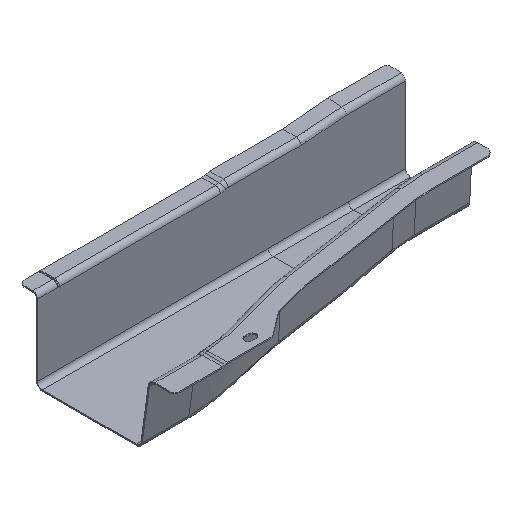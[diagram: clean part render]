
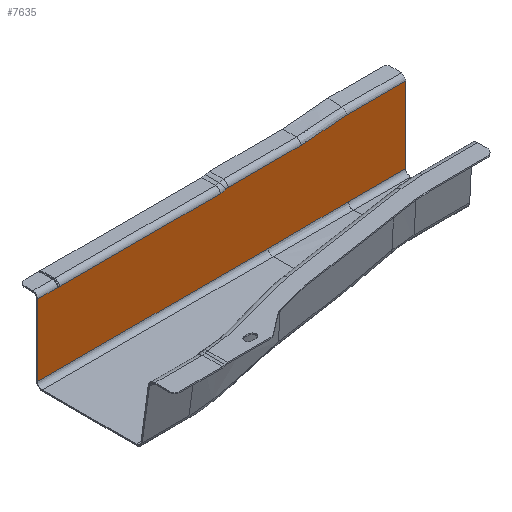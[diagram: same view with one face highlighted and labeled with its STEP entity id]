
A CAD part, isometric view. The second image highlights one B-rep face of the part: STEP entity #7635.
In plain terms, the highlighted planar face has unit normal (0, -1, 0).
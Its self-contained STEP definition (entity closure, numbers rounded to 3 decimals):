
#5369=CARTESIAN_POINT('Vertex',(3620.5,505.,111.217)) ;
#5714=CARTESIAN_POINT('Vertex',(3620.5,505.,189.927)) ;
#6542=CARTESIAN_POINT('Vertex',(3561.,505.,111.217)) ;
#6545=CARTESIAN_POINT('Line Origine',(3590.75,505.,111.217)) ;
#6575=CARTESIAN_POINT('Control Point',(3620.5,505.,111.217)) ;
#6576=CARTESIAN_POINT('Control Point',(3620.5,505.,189.927)) ;
#6590=CARTESIAN_POINT('Line Origine',(3248.75,505.,184.909)) ;
#6594=CARTESIAN_POINT('Vertex',(3238.5,505.,184.909)) ;
#6596=CARTESIAN_POINT('Vertex',(3259.,505.,184.909)) ;
#6621=CARTESIAN_POINT('Axis2P3D Location',(3259.,505.,179.909)) ;
#6625=CARTESIAN_POINT('Vertex',(3259.499,505.,184.884)) ;
#6649=CARTESIAN_POINT('Vertex',(3260.997,505.,184.809)) ;
#6652=CARTESIAN_POINT('Axis2P3D Location',(3260.997,505.,199.809)) ;
#6669=CARTESIAN_POINT('Line Origine',(3344.499,505.,184.809)) ;
#6673=CARTESIAN_POINT('Vertex',(3428.,505.,184.809)) ;
#6697=CARTESIAN_POINT('Vertex',(3433.616,505.,185.9)) ;
#6700=CARTESIAN_POINT('Axis2P3D Location',(3428.,505.,199.809)) ;
#6717=CARTESIAN_POINT('Axis2P3D Location',(3436.237,505.,179.409)) ;
#6721=CARTESIAN_POINT('Vertex',(3436.237,505.,186.409)) ;
#6741=CARTESIAN_POINT('Line Origine',(3474.118,505.,186.409)) ;
#6745=CARTESIAN_POINT('Vertex',(3512.,505.,186.409)) ;
#6957=CARTESIAN_POINT('Vertex',(3559.,505.,189.927)) ;
#6961=CARTESIAN_POINT('Control Point',(3512.,505.,186.409)) ;
#6962=CARTESIAN_POINT('Control Point',(3516.121,505.,186.409)) ;
#6963=CARTESIAN_POINT('Control Point',(3520.22,505.,186.602)) ;
#6964=CARTESIAN_POINT('Control Point',(3524.294,505.,186.934)) ;
#6965=CARTESIAN_POINT('Control Point',(3532.305,505.,187.753)) ;
#6966=CARTESIAN_POINT('Control Point',(3540.23,505.,188.681)) ;
#6967=CARTESIAN_POINT('Control Point',(3544.137,505.,189.116)) ;
#6968=CARTESIAN_POINT('Control Point',(3549.308,505.,189.591)) ;
#6969=CARTESIAN_POINT('Control Point',(3554.452,505.,189.841)) ;
#6970=CARTESIAN_POINT('Control Point',(3555.724,505.,189.887)) ;
#6971=CARTESIAN_POINT('Control Point',(3557.143,505.,189.919)) ;
#6972=CARTESIAN_POINT('Control Point',(3558.559,505.,189.927)) ;
#6973=CARTESIAN_POINT('Control Point',(3558.707,505.,189.927)) ;
#6974=CARTESIAN_POINT('Control Point',(3558.853,505.,189.927)) ;
#6975=CARTESIAN_POINT('Control Point',(3559.,505.,189.927)) ;
#6989=CARTESIAN_POINT('Line Origine',(3589.75,505.,189.927)) ;
#7518=CARTESIAN_POINT('Vertex',(3478.,505.,110.8)) ;
#7522=CARTESIAN_POINT('Control Point',(3478.,505.,110.8)) ;
#7523=CARTESIAN_POINT('Control Point',(3478.365,505.,110.8)) ;
#7524=CARTESIAN_POINT('Control Point',(3478.731,505.,110.8)) ;
#7525=CARTESIAN_POINT('Control Point',(3479.098,505.,110.8)) ;
#7526=CARTESIAN_POINT('Control Point',(3480.693,505.,110.801)) ;
#7527=CARTESIAN_POINT('Control Point',(3482.288,505.,110.803)) ;
#7528=CARTESIAN_POINT('Control Point',(3483.515,505.,110.805)) ;
#7529=CARTESIAN_POINT('Control Point',(3493.184,505.,110.825)) ;
#7530=CARTESIAN_POINT('Control Point',(3502.855,505.,110.88)) ;
#7531=CARTESIAN_POINT('Control Point',(3511.301,505.,110.943)) ;
#7532=CARTESIAN_POINT('Control Point',(3524.665,505.,111.05)) ;
#7533=CARTESIAN_POINT('Control Point',(3538.035,505.,111.141)) ;
#7534=CARTESIAN_POINT('Control Point',(3542.955,505.,111.17)) ;
#7535=CARTESIAN_POINT('Control Point',(3548.696,505.,111.196)) ;
#7536=CARTESIAN_POINT('Control Point',(3554.437,505.,111.21)) ;
#7537=CARTESIAN_POINT('Control Point',(3555.258,505.,111.212)) ;
#7538=CARTESIAN_POINT('Control Point',(3556.891,505.,111.215)) ;
#7539=CARTESIAN_POINT('Control Point',(3558.525,505.,111.216)) ;
#7540=CARTESIAN_POINT('Control Point',(3559.373,505.,111.217)) ;
#7541=CARTESIAN_POINT('Control Point',(3560.186,505.,111.217)) ;
#7542=CARTESIAN_POINT('Control Point',(3561.,505.,111.217)) ;
#7602=CARTESIAN_POINT('Axis2P3D Location',(3208.,505.,211.)) ;
#7607=CARTESIAN_POINT('Line Origine',(3238.5,505.,147.854)) ;
#7611=CARTESIAN_POINT('Vertex',(3238.5,505.,110.8)) ;
#7614=CARTESIAN_POINT('Line Origine',(3358.25,505.,110.8)) ;
#6546=DIRECTION('Vector Direction',(-1.,0.,0.)) ;
#6591=DIRECTION('Vector Direction',(-1.,0.,0.)) ;
#6622=DIRECTION('Axis2P3D Direction',(0.,1.,0.)) ;
#6653=DIRECTION('Axis2P3D Direction',(0.,1.,-0.)) ;
#6670=DIRECTION('Vector Direction',(-1.,0.,0.)) ;
#6701=DIRECTION('Axis2P3D Direction',(-0.,1.,0.)) ;
#6718=DIRECTION('Axis2P3D Direction',(0.,1.,-0.)) ;
#6742=DIRECTION('Vector Direction',(-1.,0.,0.)) ;
#6990=DIRECTION('Vector Direction',(-1.,0.,0.)) ;
#7603=DIRECTION('Axis2P3D Direction',(-0.,1.,0.)) ;
#7604=DIRECTION('Axis2P3D XDirection',(1.,0.,0.)) ;
#7608=DIRECTION('Vector Direction',(0.,0.,-1.)) ;
#7615=DIRECTION('Vector Direction',(1.,0.,0.)) ;
#6623=AXIS2_PLACEMENT_3D('Circle Axis2P3D',#6621,#6622,$) ;
#6654=AXIS2_PLACEMENT_3D('Circle Axis2P3D',#6652,#6653,$) ;
#6702=AXIS2_PLACEMENT_3D('Circle Axis2P3D',#6700,#6701,$) ;
#6719=AXIS2_PLACEMENT_3D('Circle Axis2P3D',#6717,#6718,$) ;
#7605=AXIS2_PLACEMENT_3D('Plane Axis2P3D',#7602,#7603,#7604) ;
#7620=ORIENTED_EDGE('',*,*,#6577,.T.) ;
#7621=ORIENTED_EDGE('',*,*,#6993,.F.) ;
#7622=ORIENTED_EDGE('',*,*,#6976,.F.) ;
#7623=ORIENTED_EDGE('',*,*,#6747,.F.) ;
#7624=ORIENTED_EDGE('',*,*,#6723,.F.) ;
#7625=ORIENTED_EDGE('',*,*,#6704,.F.) ;
#7626=ORIENTED_EDGE('',*,*,#6675,.F.) ;
#7627=ORIENTED_EDGE('',*,*,#6656,.F.) ;
#7628=ORIENTED_EDGE('',*,*,#6627,.F.) ;
#7629=ORIENTED_EDGE('',*,*,#6598,.F.) ;
#7630=ORIENTED_EDGE('',*,*,#7613,.T.) ;
#7631=ORIENTED_EDGE('',*,*,#7618,.T.) ;
#7632=ORIENTED_EDGE('',*,*,#7543,.T.) ;
#7633=ORIENTED_EDGE('',*,*,#6549,.T.) ;
#6547=VECTOR('Line Direction',#6546,1.) ;
#6592=VECTOR('Line Direction',#6591,1.) ;
#6671=VECTOR('Line Direction',#6670,1.) ;
#6743=VECTOR('Line Direction',#6742,1.) ;
#6991=VECTOR('Line Direction',#6990,1.) ;
#7609=VECTOR('Line Direction',#7608,1.) ;
#7616=VECTOR('Line Direction',#7615,1.) ;
#7635=ADVANCED_FACE('Fertigteil_Solid_7333396 - 7333396_V1A_ENG190122101151',(#7634),#7606,.F.) ;
#6574=B_SPLINE_CURVE_WITH_KNOTS('',1,(#6575,#6576),.UNSPECIFIED.,.F.,.U.,(2,2),(0.,78.71),.UNSPECIFIED.) ;
#6960=B_SPLINE_CURVE_WITH_KNOTS('',5,(#6961,#6962,#6963,#6964,#6965,#6966,#6967,#6968,#6969,#6970,#6971,#6972,#6973,#6974,#6975),.UNSPECIFIED.,.F.,.U.,(6,3,3,3,6),(598.303,626.813,654.774,663.965,665.048),.UNSPECIFIED.) ;
#7521=B_SPLINE_CURVE_WITH_KNOTS('',5,(#7522,#7523,#7524,#7525,#7526,#7527,#7528,#7529,#7530,#7531,#7532,#7533,#7534,#7535,#7536,#7537,#7538,#7539,#7540,#7541,#7542),.UNSPECIFIED.,.F.,.U.,(6,3,3,3,3,3,6),(206.242,208.856,217.584,277.616,312.562,318.387,324.163),.UNSPECIFIED.) ;
#6624=CIRCLE('generated circle',#6623,5.) ;
#6655=CIRCLE('generated circle',#6654,15.) ;
#6703=CIRCLE('generated circle',#6702,15.) ;
#6720=CIRCLE('generated circle',#6719,7.) ;
#6549=EDGE_CURVE('',#6543,#5370,#6548,.F.) ;
#6577=EDGE_CURVE('',#5370,#5715,#6574,.T.) ;
#6598=EDGE_CURVE('',#6595,#6597,#6593,.F.) ;
#6627=EDGE_CURVE('',#6597,#6626,#6624,.T.) ;
#6656=EDGE_CURVE('',#6626,#6650,#6655,.F.) ;
#6675=EDGE_CURVE('',#6650,#6674,#6672,.F.) ;
#6704=EDGE_CURVE('',#6674,#6698,#6703,.F.) ;
#6723=EDGE_CURVE('',#6698,#6722,#6720,.T.) ;
#6747=EDGE_CURVE('',#6722,#6746,#6744,.F.) ;
#6976=EDGE_CURVE('',#6746,#6958,#6960,.T.) ;
#6993=EDGE_CURVE('',#6958,#5715,#6992,.F.) ;
#7543=EDGE_CURVE('',#7519,#6543,#7521,.T.) ;
#7613=EDGE_CURVE('',#6595,#7612,#7610,.T.) ;
#7618=EDGE_CURVE('',#7612,#7519,#7617,.T.) ;
#7619=EDGE_LOOP('',(#7620,#7621,#7622,#7623,#7624,#7625,#7626,#7627,#7628,#7629,#7630,#7631,#7632,#7633)) ;
#7634=FACE_OUTER_BOUND('',#7619,.T.) ;
#6548=LINE('Line',#6545,#6547) ;
#6593=LINE('Line',#6590,#6592) ;
#6672=LINE('Line',#6669,#6671) ;
#6744=LINE('Line',#6741,#6743) ;
#6992=LINE('Line',#6989,#6991) ;
#7610=LINE('Line',#7607,#7609) ;
#7617=LINE('Line',#7614,#7616) ;
#7606=PLANE('',#7605) ;
#5370=VERTEX_POINT('',#5369) ;
#5715=VERTEX_POINT('',#5714) ;
#6543=VERTEX_POINT('',#6542) ;
#6595=VERTEX_POINT('',#6594) ;
#6597=VERTEX_POINT('',#6596) ;
#6626=VERTEX_POINT('',#6625) ;
#6650=VERTEX_POINT('',#6649) ;
#6674=VERTEX_POINT('',#6673) ;
#6698=VERTEX_POINT('',#6697) ;
#6722=VERTEX_POINT('',#6721) ;
#6746=VERTEX_POINT('',#6745) ;
#6958=VERTEX_POINT('',#6957) ;
#7519=VERTEX_POINT('',#7518) ;
#7612=VERTEX_POINT('',#7611) ;
